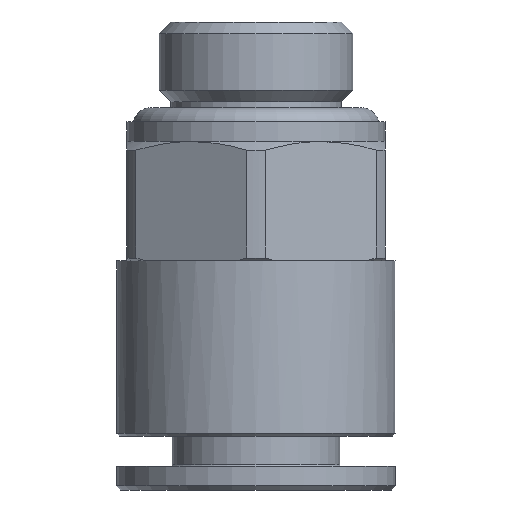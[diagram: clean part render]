
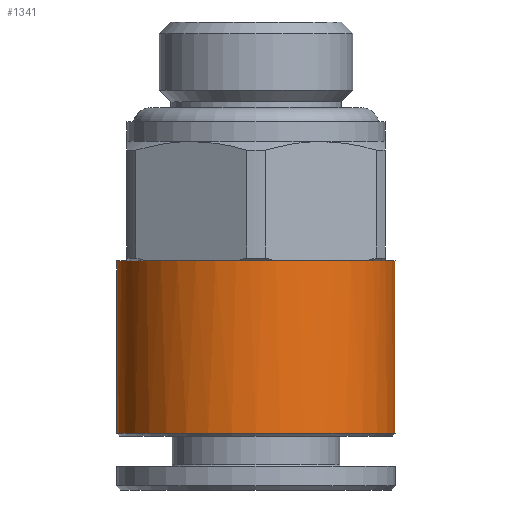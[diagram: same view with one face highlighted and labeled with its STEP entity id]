
A CAD part, front view. The second image highlights one B-rep face of the part: STEP entity #1341.
In plain terms, the highlighted cylindrical face has radius 7 mm (diameter 14 mm), a full revolution.
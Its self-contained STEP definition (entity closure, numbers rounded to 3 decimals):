
#25=CYLINDRICAL_SURFACE('',#1453,7.);
#138=CIRCLE('',#1381,7.);
#139=CIRCLE('',#1383,7.);
#142=CIRCLE('',#1387,7.);
#144=CIRCLE('',#1390,7.);
#146=CIRCLE('',#1393,7.);
#148=CIRCLE('',#1396,7.);
#179=CIRCLE('',#1452,7.);
#180=CIRCLE('',#1454,7.);
#181=CIRCLE('',#1455,7.);
#182=CIRCLE('',#1456,7.);
#183=CIRCLE('',#1457,7.);
#184=CIRCLE('',#1458,7.);
#185=CIRCLE('',#1459,7.);
#319=ORIENTED_EDGE('',*,*,#528,.T.);
#320=ORIENTED_EDGE('',*,*,#441,.T.);
#321=ORIENTED_EDGE('',*,*,#529,.T.);
#322=ORIENTED_EDGE('',*,*,#448,.T.);
#323=ORIENTED_EDGE('',*,*,#530,.T.);
#324=ORIENTED_EDGE('',*,*,#452,.T.);
#325=ORIENTED_EDGE('',*,*,#531,.T.);
#326=ORIENTED_EDGE('',*,*,#456,.T.);
#327=ORIENTED_EDGE('',*,*,#532,.T.);
#328=ORIENTED_EDGE('',*,*,#460,.T.);
#329=ORIENTED_EDGE('',*,*,#533,.T.);
#330=ORIENTED_EDGE('',*,*,#440,.T.);
#331=ORIENTED_EDGE('',*,*,#527,.F.);
#440=EDGE_CURVE('',#559,#562,#138,.T.);
#441=EDGE_CURVE('',#563,#564,#139,.T.);
#448=EDGE_CURVE('',#567,#570,#142,.T.);
#452=EDGE_CURVE('',#571,#574,#144,.T.);
#456=EDGE_CURVE('',#575,#578,#146,.T.);
#460=EDGE_CURVE('',#579,#582,#148,.T.);
#527=EDGE_CURVE('',#625,#625,#179,.T.);
#528=EDGE_CURVE('',#562,#563,#180,.T.);
#529=EDGE_CURVE('',#564,#567,#181,.T.);
#530=EDGE_CURVE('',#570,#571,#182,.T.);
#531=EDGE_CURVE('',#574,#575,#183,.T.);
#532=EDGE_CURVE('',#578,#579,#184,.T.);
#533=EDGE_CURVE('',#582,#559,#185,.T.);
#559=VERTEX_POINT('',#1783);
#562=VERTEX_POINT('',#1791);
#563=VERTEX_POINT('',#1795);
#564=VERTEX_POINT('',#1796);
#567=VERTEX_POINT('',#1813);
#570=VERTEX_POINT('',#1821);
#571=VERTEX_POINT('',#1828);
#574=VERTEX_POINT('',#1836);
#575=VERTEX_POINT('',#1843);
#578=VERTEX_POINT('',#1851);
#579=VERTEX_POINT('',#1858);
#582=VERTEX_POINT('',#1866);
#625=VERTEX_POINT('',#2056);
#713=EDGE_LOOP('',(#319,#320,#321,#322,#323,#324,#325,#326,#327,#328,#329,
#330));
#714=EDGE_LOOP('',(#331));
#799=FACE_BOUND('',#713,.T.);
#800=FACE_BOUND('',#714,.T.);
#1341=ADVANCED_FACE('',(#799,#800),#25,.T.);
#1381=AXIS2_PLACEMENT_3D('',#1792,#1505,#1506);
#1383=AXIS2_PLACEMENT_3D('',#1794,#1509,#1510);
#1387=AXIS2_PLACEMENT_3D('',#1822,#1517,#1518);
#1390=AXIS2_PLACEMENT_3D('',#1837,#1523,#1524);
#1393=AXIS2_PLACEMENT_3D('',#1852,#1529,#1530);
#1396=AXIS2_PLACEMENT_3D('',#1867,#1535,#1536);
#1452=AXIS2_PLACEMENT_3D('',#2055,#1665,#1666);
#1453=AXIS2_PLACEMENT_3D('',#2057,#1667,#1668);
#1454=AXIS2_PLACEMENT_3D('',#2058,#1669,#1670);
#1455=AXIS2_PLACEMENT_3D('',#2059,#1671,#1672);
#1456=AXIS2_PLACEMENT_3D('',#2060,#1673,#1674);
#1457=AXIS2_PLACEMENT_3D('',#2061,#1675,#1676);
#1458=AXIS2_PLACEMENT_3D('',#2062,#1677,#1678);
#1459=AXIS2_PLACEMENT_3D('',#2063,#1679,#1680);
#1505=DIRECTION('',(0.,0.,-1.));
#1506=DIRECTION('',(-1.,0.,0.));
#1509=DIRECTION('',(0.,0.,-1.));
#1510=DIRECTION('',(-1.,0.,0.));
#1517=DIRECTION('',(0.,0.,-1.));
#1518=DIRECTION('',(-1.,0.,0.));
#1523=DIRECTION('',(0.,0.,-1.));
#1524=DIRECTION('',(-1.,0.,0.));
#1529=DIRECTION('',(0.,0.,-1.));
#1530=DIRECTION('',(-1.,0.,0.));
#1535=DIRECTION('',(0.,0.,-1.));
#1536=DIRECTION('',(-1.,0.,0.));
#1665=DIRECTION('',(0.,0.,-1.));
#1666=DIRECTION('',(-1.,0.,0.));
#1667=DIRECTION('',(0.,0.,-1.));
#1668=DIRECTION('',(-1.,0.,0.));
#1669=DIRECTION('',(0.,0.,-1.));
#1670=DIRECTION('',(-1.,0.,0.));
#1671=DIRECTION('',(0.,0.,-1.));
#1672=DIRECTION('',(-1.,0.,0.));
#1673=DIRECTION('',(0.,0.,-1.));
#1674=DIRECTION('',(-1.,0.,0.));
#1675=DIRECTION('',(0.,0.,-1.));
#1676=DIRECTION('',(-1.,0.,0.));
#1677=DIRECTION('',(0.,0.,-1.));
#1678=DIRECTION('',(-1.,0.,0.));
#1679=DIRECTION('',(0.,0.,-1.));
#1680=DIRECTION('',(-1.,0.,0.));
#1783=CARTESIAN_POINT('',(-6.5,2.598,11.5));
#1791=CARTESIAN_POINT('',(-5.5,4.33,11.5));
#1792=CARTESIAN_POINT('',(0.,0.,11.5));
#1794=CARTESIAN_POINT('',(0.,0.,11.5));
#1795=CARTESIAN_POINT('',(-1.,6.928,11.5));
#1796=CARTESIAN_POINT('',(1.,6.928,11.5));
#1813=CARTESIAN_POINT('',(5.5,4.33,11.5));
#1821=CARTESIAN_POINT('',(6.5,2.598,11.5));
#1822=CARTESIAN_POINT('',(0.,0.,11.5));
#1828=CARTESIAN_POINT('',(6.5,-2.598,11.5));
#1836=CARTESIAN_POINT('',(5.5,-4.33,11.5));
#1837=CARTESIAN_POINT('',(0.,0.,11.5));
#1843=CARTESIAN_POINT('',(1.,-6.928,11.5));
#1851=CARTESIAN_POINT('',(-1.,-6.928,11.5));
#1852=CARTESIAN_POINT('',(0.,0.,11.5));
#1858=CARTESIAN_POINT('',(-5.5,-4.33,11.5));
#1866=CARTESIAN_POINT('',(-6.5,-2.598,11.5));
#1867=CARTESIAN_POINT('',(0.,0.,11.5));
#2055=CARTESIAN_POINT('',(0.,0.,2.841));
#2056=CARTESIAN_POINT('',(-7.,0.,2.841));
#2057=CARTESIAN_POINT('',(0.,0.,0.));
#2058=CARTESIAN_POINT('',(0.,0.,11.5));
#2059=CARTESIAN_POINT('',(0.,0.,11.5));
#2060=CARTESIAN_POINT('',(0.,0.,11.5));
#2061=CARTESIAN_POINT('',(0.,0.,11.5));
#2062=CARTESIAN_POINT('',(0.,0.,11.5));
#2063=CARTESIAN_POINT('',(0.,0.,11.5));
